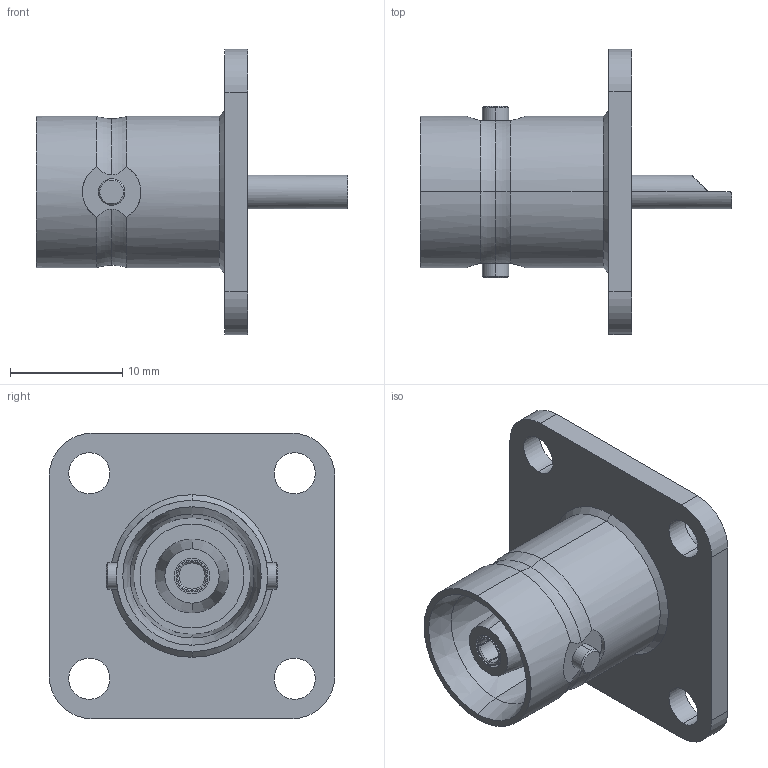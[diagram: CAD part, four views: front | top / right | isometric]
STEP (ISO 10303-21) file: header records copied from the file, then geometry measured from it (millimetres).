
FILE_DESCRIPTION (( 'STEP AP203' ), '1' );
FILE_NAME ('PE4241.step', '2018-05-23T15:58:43', ( '' ), ( '' ), 'SwSTEP 2.0', 'SolidWorks 2017', '' );
FILE_SCHEMA (( 'CONFIG_CONTROL_DESIGN' ));
Length unit declared in the file: inch
Products named in the file (1): PE4241
Bounding box: 27.69 x 25.4 x 25.4 mm (x, y, z)
Volume: 2900.9 mm3; surface area: 2926.9 mm2
Topology: 1 solids, 1 shells, 97 faces, 243 edges, 157 vertices
Faces by surface type: cylinder 38, plane 37, cone 16, torus 6
Entity records: 3195 total; most frequent: CARTESIAN_POINT 740, DIRECTION 516, ORIENTED_EDGE 486, EDGE_CURVE 243, AXIS2_PLACEMENT_3D 209, VERTEX_POINT 157, EDGE_LOOP 114, CIRCLE 111
